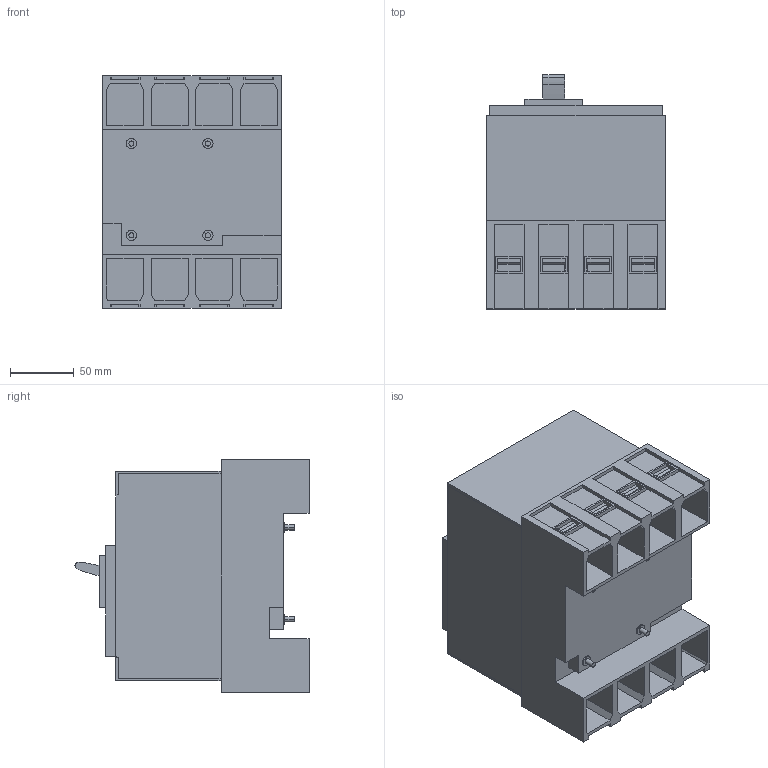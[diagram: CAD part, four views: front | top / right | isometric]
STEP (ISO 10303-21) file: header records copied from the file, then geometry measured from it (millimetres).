
FILE_DESCRIPTION(('CATIA V5 STEP Exchange'),'2;1');
FILE_NAME('1SDH001295R0720_1PA_001_00_XT4_4P_PLUG-IN_FIXING_50MM.stp','2014-11-11T15:34:13+00:00',('none'),('none'),'CATIA Version 5 Release 20 SP 1 (IN-10)','CATIA V5 STEP AP214','none');
FILE_SCHEMA(('AUTOMOTIVE_DESIGN { 1 0 10303 214 1 1 1 1 }'));
Length unit declared in the file: millimetre
Products named in the file (1): 1SDH001295R0720_1PA_001_00_XT4_4P_PLUG-IN_FIXING_50MM
Bounding box: 140 x 183.48 x 182 mm (x, y, z)
Volume: 3164180.6 mm3; surface area: 296547.9 mm2
Topology: 4 solids, 4 shells, 292 faces, 782 edges, 516 vertices
Faces by surface type: plane 271, cylinder 21
Entity records: 10206 total; most frequent: ORIENTED_EDGE 1564, CARTESIAN_POINT 1453, DIRECTION 1090, EDGE_CURVE 782, VECTOR 740, LINE 740, VERTEX_POINT 516, EDGE_LOOP 326
